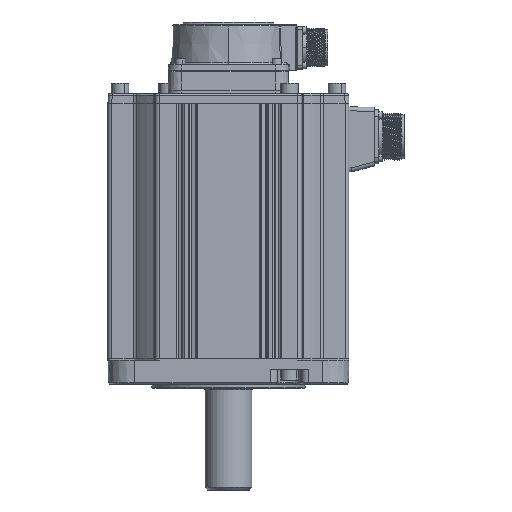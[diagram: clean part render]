
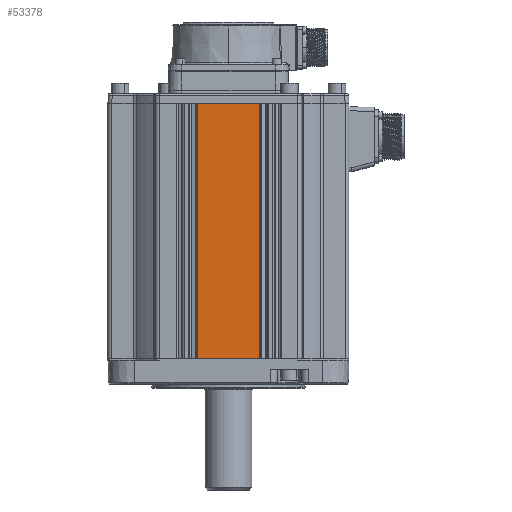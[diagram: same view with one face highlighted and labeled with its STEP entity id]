
A CAD part, left-side view. The second image highlights one B-rep face of the part: STEP entity #53378.
In plain terms, the highlighted planar face has unit normal (-1, 0, 0).
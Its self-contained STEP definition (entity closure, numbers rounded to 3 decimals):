
#1416 = CARTESIAN_POINT ( 'NONE',  ( -90., 23.051, 0. ) ) ;
#3662 = EDGE_CURVE ( 'NONE', #50790, #28252, #19477, .T. ) ;
#5479 = CARTESIAN_POINT ( 'NONE',  ( -90., -24., -190.8 ) ) ;
#19477 = LINE ( 'NONE', #42464, #22868 ) ;
#21517 = DIRECTION ( 'NONE',  ( 0., -1., 0. ) ) ;
#22868 = VECTOR ( 'NONE', #101123, 1000. ) ;
#26777 = CARTESIAN_POINT ( 'NONE',  ( -90., -24., -190.8 ) ) ;
#28252 = VERTEX_POINT ( 'NONE', #118750 ) ;
#29330 = ORIENTED_EDGE ( 'NONE', *, *, #142364, .T. ) ;
#31432 = LINE ( 'NONE', #5479, #39981 ) ;
#36723 = VECTOR ( 'NONE', #21517, 1000. ) ;
#37906 = PLANE ( 'NONE',  #43584 ) ;
#39981 = VECTOR ( 'NONE', #96087, 1000. ) ;
#42464 = CARTESIAN_POINT ( 'NONE',  ( -90., -23.051, -190.8 ) ) ;
#43584 = AXIS2_PLACEMENT_3D ( 'NONE', #26777, #127105, #116639 ) ;
#44673 = EDGE_LOOP ( 'NONE', ( #117406, #51461, #105659, #29330 ) ) ;
#50790 = VERTEX_POINT ( 'NONE', #142689 ) ;
#51461 = ORIENTED_EDGE ( 'NONE', *, *, #3662, .T. ) ;
#52593 = DIRECTION ( 'NONE',  ( 0., 0., -1. ) ) ;
#53378 = ADVANCED_FACE ( 'NONE', ( #129268 ), #37906, .T. ) ;
#54075 = CARTESIAN_POINT ( 'NONE',  ( -90., 23.051, -190.8 ) ) ;
#74486 = VERTEX_POINT ( 'NONE', #1416 ) ;
#89668 = EDGE_CURVE ( 'NONE', #74486, #28252, #102430, .T. ) ;
#90217 = VERTEX_POINT ( 'NONE', #123465 ) ;
#94656 = EDGE_CURVE ( 'NONE', #90217, #50790, #31432, .T. ) ;
#96087 = DIRECTION ( 'NONE',  ( 0., -1., 0. ) ) ;
#101123 = DIRECTION ( 'NONE',  ( 0., 0., 1. ) ) ;
#102430 = LINE ( 'NONE', #121820, #36723 ) ;
#105659 = ORIENTED_EDGE ( 'NONE', *, *, #89668, .F. ) ;
#116639 = DIRECTION ( 'NONE',  ( 0., 0., 1. ) ) ;
#117406 = ORIENTED_EDGE ( 'NONE', *, *, #94656, .T. ) ;
#118750 = CARTESIAN_POINT ( 'NONE',  ( -90., -23.051, 0. ) ) ;
#121820 = CARTESIAN_POINT ( 'NONE',  ( -90., -24., 0. ) ) ;
#123465 = CARTESIAN_POINT ( 'NONE',  ( -90., 23.051, -190.8 ) ) ;
#125216 = VECTOR ( 'NONE', #52593, 1000. ) ;
#127105 = DIRECTION ( 'NONE',  ( -1., 0., 0. ) ) ;
#129268 = FACE_OUTER_BOUND ( 'NONE', #44673, .T. ) ;
#142364 = EDGE_CURVE ( 'NONE', #74486, #90217, #143942, .T. ) ;
#142689 = CARTESIAN_POINT ( 'NONE',  ( -90., -23.051, -190.8 ) ) ;
#143942 = LINE ( 'NONE', #54075, #125216 ) ;
